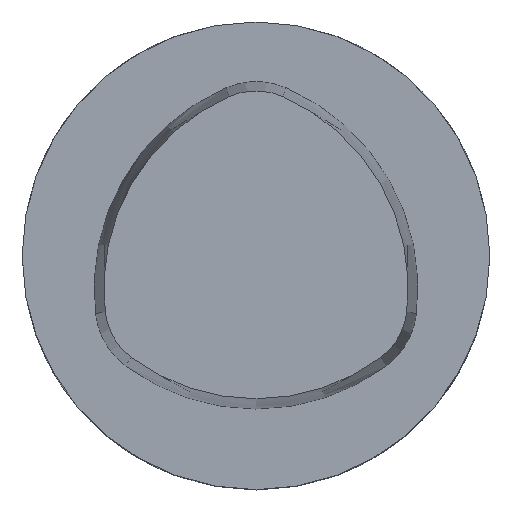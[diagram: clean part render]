
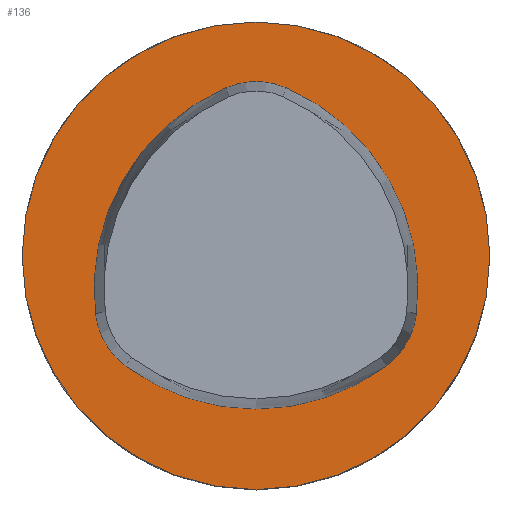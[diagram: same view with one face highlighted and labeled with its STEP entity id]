
A CAD part, top view. The second image highlights one B-rep face of the part: STEP entity #136.
In plain terms, the highlighted planar face has unit normal (0, 0, 1).
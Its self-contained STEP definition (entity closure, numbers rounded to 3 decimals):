
#136=ADVANCED_FACE('',(#230),#185,.T.);
#185=PLANE('',#1052);
#230=FACE_OUTER_BOUND('',#290,.T.);
#290=EDGE_LOOP('',(#494));
#334=CIRCLE('',#1046,25.);
#494=ORIENTED_EDGE('',*,*,#766,.T.);
#659=VERTEX_POINT('',#1561);
#766=EDGE_CURVE('',#659,#659,#334,.T.);
#1046=AXIS2_PLACEMENT_3D('',#1560,#1263,#1264);
#1052=AXIS2_PLACEMENT_3D('',#1579,#1279,#1280);
#1263=DIRECTION('',(0.,0.,1.));
#1264=DIRECTION('',(1.,0.,0.));
#1279=DIRECTION('',(0.,0.,1.));
#1280=DIRECTION('',(1.,0.,0.));
#1560=CARTESIAN_POINT('',(0.,0.,0.));
#1561=CARTESIAN_POINT('',(25.,0.,0.));
#1579=CARTESIAN_POINT('',(0.,0.,0.));
